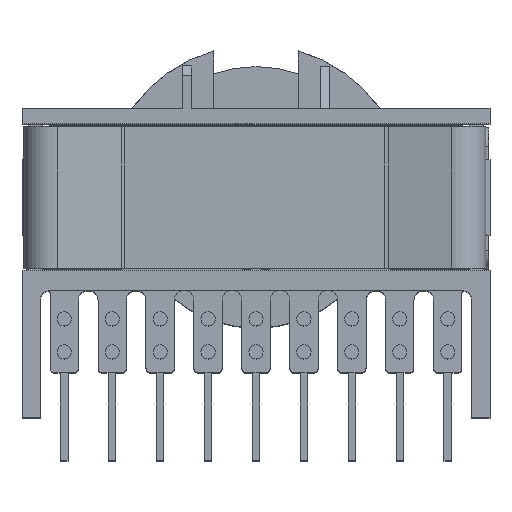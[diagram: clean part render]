
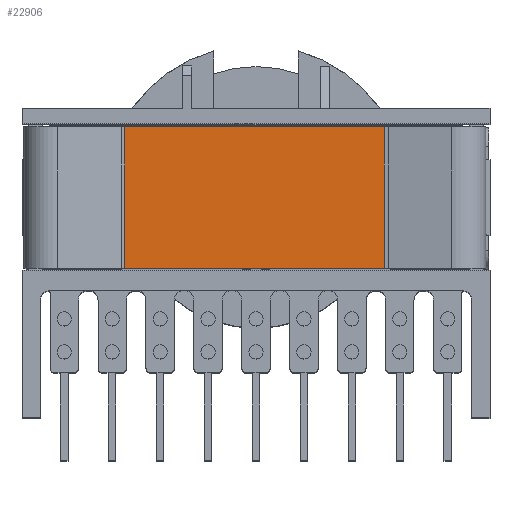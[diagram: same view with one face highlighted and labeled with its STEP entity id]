
A CAD part, top view. The second image highlights one B-rep face of the part: STEP entity #22906.
In plain terms, the highlighted planar face has unit normal (0, 0, 1).
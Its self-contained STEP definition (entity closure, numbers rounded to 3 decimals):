
#1864 = AXIS2_PLACEMENT_3D ( 'NONE', #20862, #6209, #23305 ) ;
#3233 = VERTEX_POINT ( 'NONE', #25200 ) ;
#3669 = ORIENTED_EDGE ( 'NONE', *, *, #20487, .T. ) ;
#5028 = CARTESIAN_POINT ( 'NONE',  ( -13.894, 15.85, 23. ) ) ;
#6209 = DIRECTION ( 'NONE',  ( 0., 0., 1. ) ) ;
#7481 = EDGE_CURVE ( 'NONE', #25886, #10839, #9790, .T. ) ;
#9560 = DIRECTION ( 'NONE',  ( -1., 0., 0. ) ) ;
#9790 = LINE ( 'NONE', #27667, #12110 ) ;
#10526 = LINE ( 'NONE', #11712, #12829 ) ;
#10839 = VERTEX_POINT ( 'NONE', #5028 ) ;
#11092 = ORIENTED_EDGE ( 'NONE', *, *, #13883, .T. ) ;
#11712 = CARTESIAN_POINT ( 'NONE',  ( 13.594, 30.85, 23. ) ) ;
#12110 = VECTOR ( 'NONE', #13033, 1000. ) ;
#12829 = VECTOR ( 'NONE', #28796, 1000. ) ;
#13033 = DIRECTION ( 'NONE',  ( -1., 0., 0. ) ) ;
#13273 = LINE ( 'NONE', #29213, #26290 ) ;
#13423 = ORIENTED_EDGE ( 'NONE', *, *, #28010, .F. ) ;
#13883 = EDGE_CURVE ( 'NONE', #15268, #10839, #17040, .T. ) ;
#14818 = CARTESIAN_POINT ( 'NONE',  ( 13.594, 15.85, 23. ) ) ;
#15268 = VERTEX_POINT ( 'NONE', #25404 ) ;
#16230 = VECTOR ( 'NONE', #27476, 1000. ) ;
#17040 = LINE ( 'NONE', #27580, #16230 ) ;
#20487 = EDGE_CURVE ( 'NONE', #3233, #15268, #13273, .T. ) ;
#20862 = CARTESIAN_POINT ( 'NONE',  ( -13.894, 30.85, 23. ) ) ;
#22906 = ADVANCED_FACE ( 'NONE', ( #29705 ), #23201, .T. ) ;
#23201 = PLANE ( 'NONE',  #1864 ) ;
#23305 = DIRECTION ( 'NONE',  ( 0., -1., 0. ) ) ;
#23308 = EDGE_LOOP ( 'NONE', ( #23927, #13423, #3669, #11092 ) ) ;
#23927 = ORIENTED_EDGE ( 'NONE', *, *, #7481, .F. ) ;
#25200 = CARTESIAN_POINT ( 'NONE',  ( 13.594, 30.85, 23. ) ) ;
#25404 = CARTESIAN_POINT ( 'NONE',  ( -13.894, 30.85, 23. ) ) ;
#25886 = VERTEX_POINT ( 'NONE', #14818 ) ;
#26290 = VECTOR ( 'NONE', #9560, 1000. ) ;
#27476 = DIRECTION ( 'NONE',  ( 0., -1., 0. ) ) ;
#27580 = CARTESIAN_POINT ( 'NONE',  ( -13.894, 30.85, 23. ) ) ;
#27667 = CARTESIAN_POINT ( 'NONE',  ( -13.894, 15.85, 23. ) ) ;
#28010 = EDGE_CURVE ( 'NONE', #3233, #25886, #10526, .T. ) ;
#28796 = DIRECTION ( 'NONE',  ( 0., -1., 0. ) ) ;
#29213 = CARTESIAN_POINT ( 'NONE',  ( -13.894, 30.85, 23. ) ) ;
#29705 = FACE_OUTER_BOUND ( 'NONE', #23308, .T. ) ;
